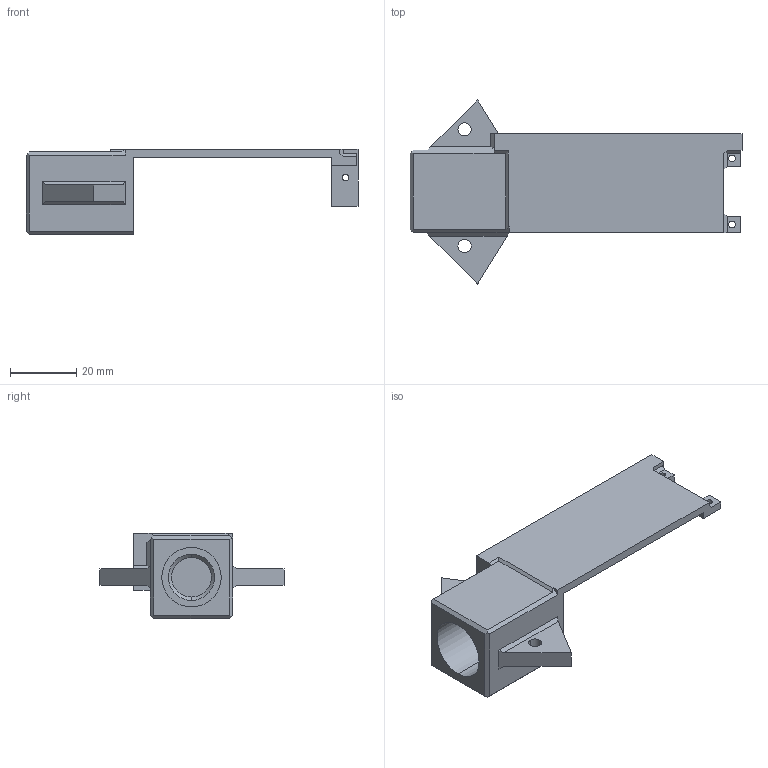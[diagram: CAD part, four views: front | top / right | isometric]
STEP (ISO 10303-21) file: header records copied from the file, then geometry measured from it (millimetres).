
FILE_DESCRIPTION (( 'STEP AP214' ), '1' );
FILE_NAME ('big_servo_joint_pipe.STEP', '2017-10-18T04:58:49', ( '' ), ( '' ), 'SwSTEP 2.0', 'SolidWorks 2013', '' );
FILE_SCHEMA (( 'AUTOMOTIVE_DESIGN' ));
Length unit declared in the file: millimetre
Products named in the file (1): big_servo_joint_pipe
Bounding box: 100.5 x 55.7 x 25.75 mm (x, y, z)
Volume: 20952.9 mm3; surface area: 12233.2 mm2
Topology: 1 solids, 1 shells, 92 faces, 241 edges, 157 vertices
Faces by surface type: plane 68, cylinder 20, cone 4
Entity records: 2859 total; most frequent: CARTESIAN_POINT 491, ORIENTED_EDGE 482, DIRECTION 471, EDGE_CURVE 241, LINE 197, VECTOR 197, VERTEX_POINT 157, AXIS2_PLACEMENT_3D 137
